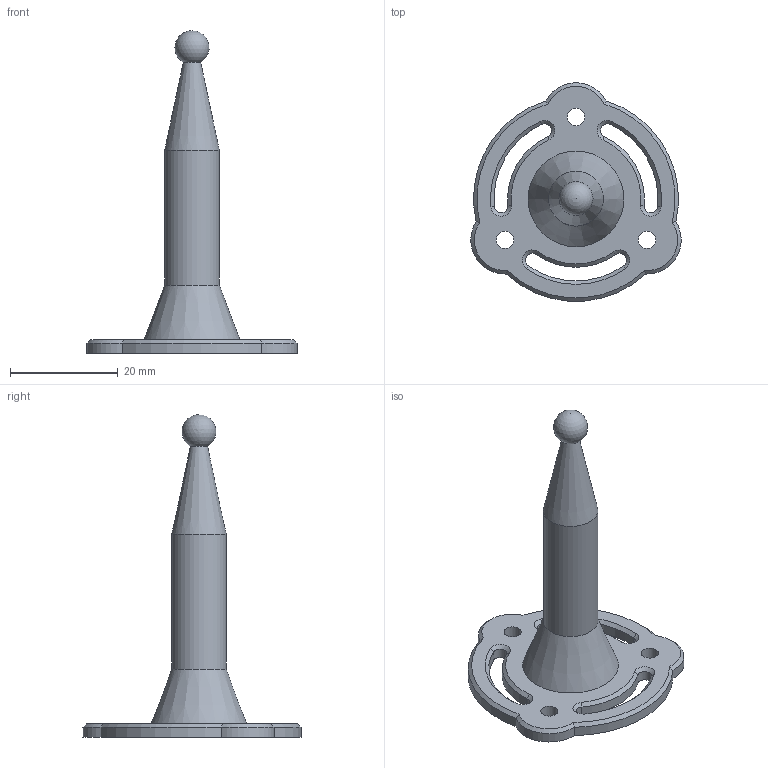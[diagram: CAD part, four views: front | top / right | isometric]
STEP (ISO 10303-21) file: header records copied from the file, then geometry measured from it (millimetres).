
FILE_DESCRIPTION(/* description */ (''),/* implementation_level */ '2;1');
FILE_NAME(/* name */ 'probe.step',/* time_stamp */ '2025-07-24T13:16:40-04:00',/* author */ (''),/* organization */ (''),/* preprocessor_version */ 'ST-DEVELOPER v20.1',/* originating_system */ 'Autodesk Translation Framework v14.10.0.0',/* authorisation */ '');
FILE_SCHEMA (('AUTOMOTIVE_DESIGN { 1 0 10303 214 3 1 1 }'));
Length unit declared in the file: inch
Products named in the file (1): probe
Bounding box: 39.07 x 40.55 x 59.99 mm (x, y, z)
Volume: 6953.6 mm3; surface area: 4188.6 mm2
Topology: 1 solids, 1 shells, 45 faces, 109 edges, 66 vertices
Faces by surface type: cylinder 22, cone 20, plane 2, sphere 1
Full cylindrical faces by diameter (mm): 3.2 x3, 10.16 x1
Entity records: 1389 total; most frequent: DIRECTION 260, CARTESIAN_POINT 238, ORIENTED_EDGE 216, AXIS2_PLACEMENT_3D 112, EDGE_CURVE 108, CIRCLE 66, VERTEX_POINT 66, EDGE_LOOP 58
